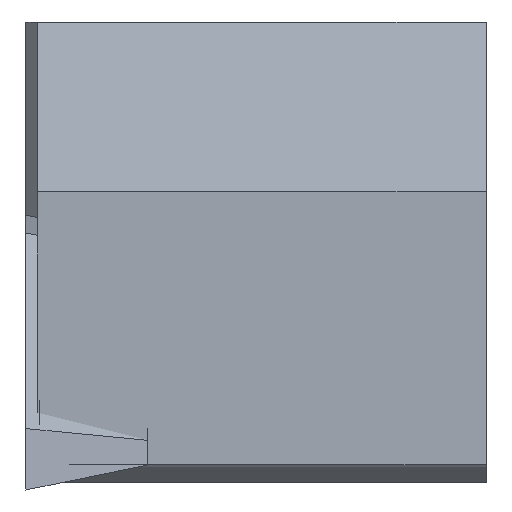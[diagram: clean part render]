
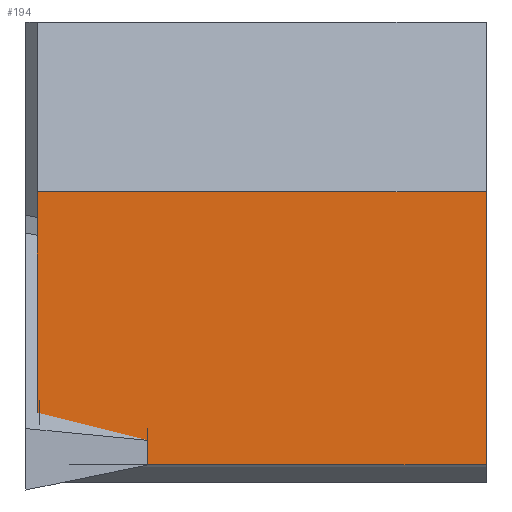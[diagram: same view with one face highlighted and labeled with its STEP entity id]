
A CAD part, left-side view. The second image highlights one B-rep face of the part: STEP entity #194.
In plain terms, the highlighted planar face has unit normal (-1, 0, 0.018).
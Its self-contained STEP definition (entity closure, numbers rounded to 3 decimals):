
#2 = DIRECTION ( 'NONE',  ( 1., 0., -0.017 ) ) ;
#10 = VECTOR ( 'NONE', #309, 1000. ) ;
#79 = CARTESIAN_POINT ( 'NONE',  ( 0.655, -0.35, -22.185 ) ) ;
#90 = CARTESIAN_POINT ( 'NONE',  ( 0.756, 127.175, -16.425 ) ) ;
#110 = ORIENTED_EDGE ( 'NONE', *, *, #2589, .F. ) ;
#145 = VECTOR ( 'NONE', #1611, 1000. ) ;
#182 = VECTOR ( 'NONE', #1636, 1000. ) ;
#194 = ADVANCED_FACE ( 'NONE', ( #2595 ), #1908, .F. ) ;
#243 = CARTESIAN_POINT ( 'NONE',  ( 0.756, -12., -16.425 ) ) ;
#309 = DIRECTION ( 'NONE',  ( 0.017, 0., 1. ) ) ;
#379 = CARTESIAN_POINT ( 'NONE',  ( 0.756, -0.3, -16.425 ) ) ;
#428 = CARTESIAN_POINT ( 'NONE',  ( 0.655, -0.3, -22.183 ) ) ;
#442 = ORIENTED_EDGE ( 'NONE', *, *, #2650, .F. ) ;
#468 = VECTOR ( 'NONE', #2557, 1000. ) ;
#538 = LINE ( 'NONE', #1600, #468 ) ;
#546 = CARTESIAN_POINT ( 'NONE',  ( 0.739, -0.35, -17.378 ) ) ;
#569 = CARTESIAN_POINT ( 'NONE',  ( 0.632, 126.787, -23.546 ) ) ;
#618 = CARTESIAN_POINT ( 'NONE',  ( 0.655, -0.35, -22.185 ) ) ;
#677 = ORIENTED_EDGE ( 'NONE', *, *, #2658, .F. ) ;
#718 = ORIENTED_EDGE ( 'NONE', *, *, #2643, .T. ) ;
#722 = VERTEX_POINT ( 'NONE', #379 ) ;
#804 = DIRECTION ( 'NONE',  ( 0., -1., 0. ) ) ;
#881 = CARTESIAN_POINT ( 'NONE',  ( 0.655, -0.31, -22.185 ) ) ;
#917 = VERTEX_POINT ( 'NONE', #618 ) ;
#1081 = VERTEX_POINT ( 'NONE', #881 ) ;
#1130 = EDGE_LOOP ( 'NONE', ( #718, #2582, #1740, #442, #2394, #677, #110 ) ) ;
#1228 = LINE ( 'NONE', #546, #10 ) ;
#1309 = VERTEX_POINT ( 'NONE', #243 ) ;
#1314 = LINE ( 'NONE', #1443, #182 ) ;
#1344 = LINE ( 'NONE', #90, #145 ) ;
#1443 = CARTESIAN_POINT ( 'NONE',  ( 0.661, 1.109, -21.83 ) ) ;
#1542 = CARTESIAN_POINT ( 'NONE',  ( 0.632, -0.35, -23.546 ) ) ;
#1600 = CARTESIAN_POINT ( 'NONE',  ( 0.942, -0.3, -5.731 ) ) ;
#1604 = AXIS2_PLACEMENT_3D ( 'NONE', #2008, #2, #1819 ) ;
#1609 = VECTOR ( 'NONE', #1612, 1000. ) ;
#1611 = DIRECTION ( 'NONE',  ( 0., -1., 0. ) ) ;
#1612 = DIRECTION ( 'NONE',  ( 0., -1., 0. ) ) ;
#1636 = DIRECTION ( 'NONE',  ( -0.004, -0.97, -0.243 ) ) ;
#1683 = VECTOR ( 'NONE', #1969, 1000. ) ;
#1710 = VERTEX_POINT ( 'NONE', #428 ) ;
#1723 = LINE ( 'NONE', #569, #2706 ) ;
#1731 = LINE ( 'NONE', #2178, #1683 ) ;
#1740 = ORIENTED_EDGE ( 'NONE', *, *, #2645, .T. ) ;
#1819 = DIRECTION ( 'NONE',  ( 0.017, 0., 1. ) ) ;
#1908 = PLANE ( 'NONE',  #1604 ) ;
#1969 = DIRECTION ( 'NONE',  ( -0.017, 0., -1. ) ) ;
#2008 = CARTESIAN_POINT ( 'NONE',  ( 0.942, 126.787, -5.731 ) ) ;
#2094 = CARTESIAN_POINT ( 'NONE',  ( 0.632, -12., -23.546 ) ) ;
#2165 = LINE ( 'NONE', #79, #1609 ) ;
#2178 = CARTESIAN_POINT ( 'NONE',  ( 0.623, -12., -24.011 ) ) ;
#2319 = VERTEX_POINT ( 'NONE', #2094 ) ;
#2331 = VERTEX_POINT ( 'NONE', #1542 ) ;
#2394 = ORIENTED_EDGE ( 'NONE', *, *, #2615, .T. ) ;
#2462 = EDGE_CURVE ( 'NONE', #1710, #1081, #1314, .T. ) ;
#2557 = DIRECTION ( 'NONE',  ( -0.017, 0., -1. ) ) ;
#2582 = ORIENTED_EDGE ( 'NONE', *, *, #2462, .T. ) ;
#2589 = EDGE_CURVE ( 'NONE', #722, #1309, #1344, .T. ) ;
#2595 = FACE_OUTER_BOUND ( 'NONE', #1130, .T. ) ;
#2615 = EDGE_CURVE ( 'NONE', #2331, #2319, #1723, .T. ) ;
#2643 = EDGE_CURVE ( 'NONE', #722, #1710, #538, .T. ) ;
#2645 = EDGE_CURVE ( 'NONE', #1081, #917, #2165, .T. ) ;
#2650 = EDGE_CURVE ( 'NONE', #2331, #917, #1228, .T. ) ;
#2658 = EDGE_CURVE ( 'NONE', #1309, #2319, #1731, .T. ) ;
#2706 = VECTOR ( 'NONE', #804, 1000. ) ;
